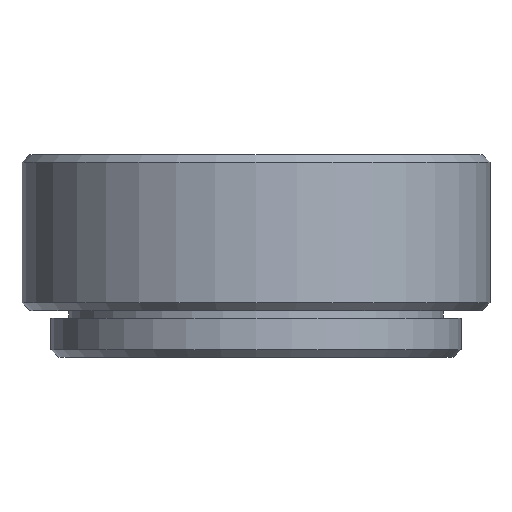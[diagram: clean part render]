
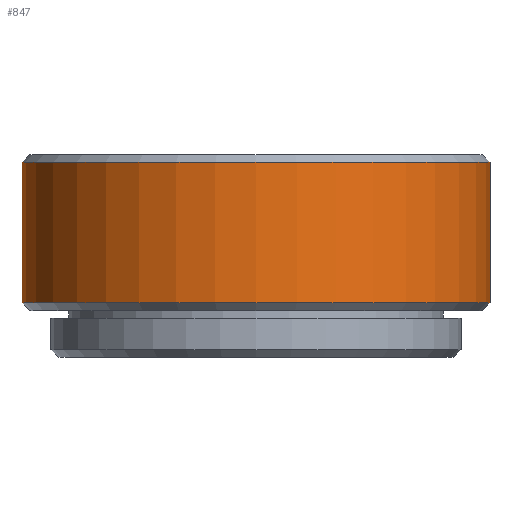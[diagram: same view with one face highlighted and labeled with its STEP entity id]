
A CAD part, front view. The second image highlights one B-rep face of the part: STEP entity #847.
In plain terms, the highlighted cylindrical face has radius 15 mm (diameter 30 mm), a partial arc.
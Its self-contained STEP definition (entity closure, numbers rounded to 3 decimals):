
#6 = VERTEX_POINT ( 'NONE', #267 ) ;
#23 = EDGE_LOOP ( 'NONE', ( #271, #232, #164, #168 ) ) ;
#49 = VERTEX_POINT ( 'NONE', #357 ) ;
#62 = VERTEX_POINT ( 'NONE', #373 ) ;
#63 = VERTEX_POINT ( 'NONE', #368 ) ;
#160 = EDGE_CURVE ( 'NONE', #62, #49, #505, .T. ) ;
#162 = EDGE_CURVE ( 'NONE', #63, #6, #531, .T. ) ;
#164 = ORIENTED_EDGE ( 'NONE', *, *, #865, .T. ) ;
#168 = ORIENTED_EDGE ( 'NONE', *, *, #162, .T. ) ;
#232 = ORIENTED_EDGE ( 'NONE', *, *, #160, .T. ) ;
#267 = CARTESIAN_POINT ( 'NONE',  ( -15., 0., -0.5 ) ) ;
#271 = ORIENTED_EDGE ( 'NONE', *, *, #867, .F. ) ;
#357 = CARTESIAN_POINT ( 'NONE',  ( 15., 0., -9.5 ) ) ;
#368 = CARTESIAN_POINT ( 'NONE',  ( 15., 0., -0.5 ) ) ;
#373 = CARTESIAN_POINT ( 'NONE',  ( -15., 0., -9.5 ) ) ;
#505 = CIRCLE ( 'NONE', #535, 15. ) ;
#528 = DIRECTION ( 'NONE',  ( -1., 0., 0. ) ) ;
#529 = DIRECTION ( 'NONE',  ( 0., 0., -1. ) ) ;
#530 = CARTESIAN_POINT ( 'NONE',  ( 0., 0., -0.5 ) ) ;
#531 = CIRCLE ( 'NONE', #540, 15. ) ;
#532 = DIRECTION ( 'NONE',  ( 1., 0., 0. ) ) ;
#533 = DIRECTION ( 'NONE',  ( 0., 0., 1. ) ) ;
#534 = CARTESIAN_POINT ( 'NONE',  ( 0., 0., -9.5 ) ) ;
#535 = AXIS2_PLACEMENT_3D ( 'NONE', #534, #533, #532 ) ;
#540 = AXIS2_PLACEMENT_3D ( 'NONE', #530, #529, #528 ) ;
#704 = DIRECTION ( 'NONE',  ( 1., 0., 0. ) ) ;
#705 = DIRECTION ( 'NONE',  ( 0., 0., 1. ) ) ;
#706 = CARTESIAN_POINT ( 'NONE',  ( 0., 0., -13. ) ) ;
#707 = CYLINDRICAL_SURFACE ( 'NONE', #722, 15. ) ;
#708 = FACE_OUTER_BOUND ( 'NONE', #23, .T. ) ;
#722 = AXIS2_PLACEMENT_3D ( 'NONE', #706, #705, #704 ) ;
#724 = DIRECTION ( 'NONE',  ( 0., 0., 1. ) ) ;
#725 = VECTOR ( 'NONE', #724, 1000. ) ;
#726 = CARTESIAN_POINT ( 'NONE',  ( -15., 0., -13. ) ) ;
#727 = DIRECTION ( 'NONE',  ( 0., 0., 1. ) ) ;
#728 = VECTOR ( 'NONE', #727, 1000. ) ;
#729 = CARTESIAN_POINT ( 'NONE',  ( 15., 0., -13. ) ) ;
#730 = LINE ( 'NONE', #729, #728 ) ;
#747 = LINE ( 'NONE', #726, #725 ) ;
#847 = ADVANCED_FACE ( 'NONE', ( #708 ), #707, .T. ) ;
#865 = EDGE_CURVE ( 'NONE', #49, #63, #730, .T. ) ;
#867 = EDGE_CURVE ( 'NONE', #62, #6, #747, .T. ) ;
